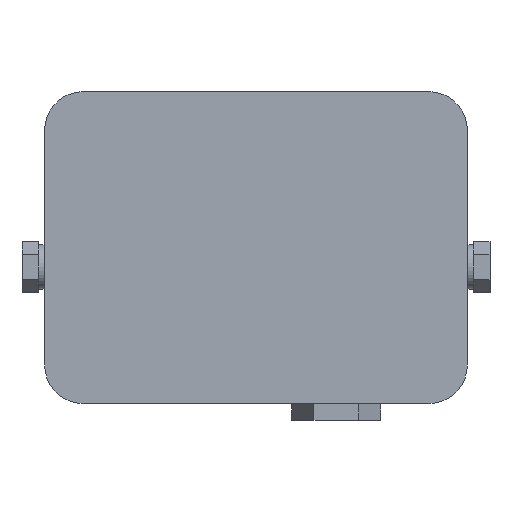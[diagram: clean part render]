
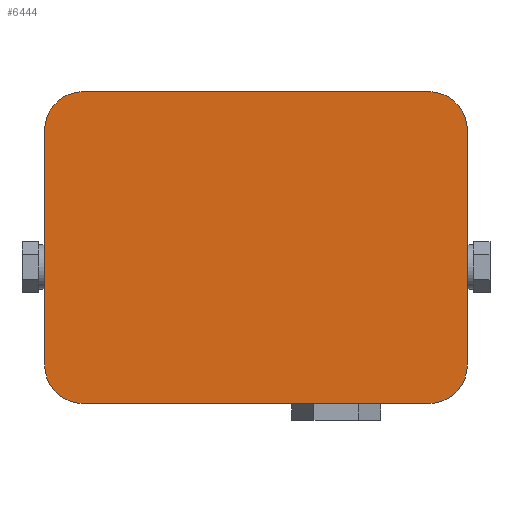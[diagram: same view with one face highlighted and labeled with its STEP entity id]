
A CAD part, top view. The second image highlights one B-rep face of the part: STEP entity #6444.
In plain terms, the highlighted planar face has unit normal (0, 0, 1).
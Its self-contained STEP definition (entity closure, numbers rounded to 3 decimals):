
#193 = EDGE_CURVE ( 'NONE', #4984, #4710, #2660, .T. ) ;
#335 = CARTESIAN_POINT ( 'NONE',  ( -31.3, 28.25, 2.9 ) ) ;
#399 = AXIS2_PLACEMENT_3D ( 'NONE', #1886, #6173, #627 ) ;
#495 = VERTEX_POINT ( 'NONE', #1447 ) ;
#557 = DIRECTION ( 'NONE',  ( 0., 1., 0. ) ) ;
#627 = DIRECTION ( 'NONE',  ( -1., 0., 0. ) ) ;
#801 = EDGE_CURVE ( 'NONE', #6695, #4341, #2204, .T. ) ;
#832 = CARTESIAN_POINT ( 'NONE',  ( 38.3, 28.25, 2.9 ) ) ;
#850 = AXIS2_PLACEMENT_3D ( 'NONE', #6834, #5751, #6868 ) ;
#897 = LINE ( 'NONE', #5712, #6415 ) ;
#1100 = DIRECTION ( 'NONE',  ( 0., 0., 1. ) ) ;
#1292 = CARTESIAN_POINT ( 'NONE',  ( -38.3, -21.25, 2.9 ) ) ;
#1447 = CARTESIAN_POINT ( 'NONE',  ( 31.3, 28.25, 2.9 ) ) ;
#1510 = EDGE_CURVE ( 'NONE', #4249, #3221, #897, .T. ) ;
#1548 = ORIENTED_EDGE ( 'NONE', *, *, #1510, .T. ) ;
#1564 = DIRECTION ( 'NONE',  ( 1., 0., 0. ) ) ;
#1583 = ORIENTED_EDGE ( 'NONE', *, *, #193, .T. ) ;
#1821 = DIRECTION ( 'NONE',  ( 0., -1., 0. ) ) ;
#1886 = CARTESIAN_POINT ( 'NONE',  ( -31.3, 21.25, 2.9 ) ) ;
#1988 = CARTESIAN_POINT ( 'NONE',  ( 31.3, -21.25, 2.9 ) ) ;
#2204 = LINE ( 'NONE', #6601, #4708 ) ;
#2396 = VERTEX_POINT ( 'NONE', #335 ) ;
#2462 = CARTESIAN_POINT ( 'NONE',  ( 38.3, 21.25, 2.9 ) ) ;
#2560 = ORIENTED_EDGE ( 'NONE', *, *, #4310, .T. ) ;
#2592 = CARTESIAN_POINT ( 'NONE',  ( 38.3, 28.25, 2.9 ) ) ;
#2660 = LINE ( 'NONE', #2592, #6413 ) ;
#2769 = CIRCLE ( 'NONE', #6673, 7. ) ;
#2899 = LINE ( 'NONE', #832, #4651 ) ;
#3172 = ORIENTED_EDGE ( 'NONE', *, *, #3368, .T. ) ;
#3221 = VERTEX_POINT ( 'NONE', #5343 ) ;
#3296 = AXIS2_PLACEMENT_3D ( 'NONE', #5847, #1100, #6802 ) ;
#3368 = EDGE_CURVE ( 'NONE', #495, #2396, #2899, .T. ) ;
#3561 = DIRECTION ( 'NONE',  ( -1., 0., 0. ) ) ;
#3594 = DIRECTION ( 'NONE',  ( 0., 0., 1. ) ) ;
#3618 = DIRECTION ( 'NONE',  ( 0., 0., -1. ) ) ;
#3855 = CIRCLE ( 'NONE', #850, 7. ) ;
#3889 = ORIENTED_EDGE ( 'NONE', *, *, #5216, .T. ) ;
#4118 = AXIS2_PLACEMENT_3D ( 'NONE', #4165, #3618, #4661 ) ;
#4165 = CARTESIAN_POINT ( 'NONE',  ( 0., 0., 2.9 ) ) ;
#4206 = PLANE ( 'NONE',  #4118 ) ;
#4249 = VERTEX_POINT ( 'NONE', #6334 ) ;
#4310 = EDGE_CURVE ( 'NONE', #2396, #6695, #6093, .T. ) ;
#4341 = VERTEX_POINT ( 'NONE', #1292 ) ;
#4568 = EDGE_LOOP ( 'NONE', ( #3172, #2560, #6585, #4572, #1548, #5393, #1583, #3889 ) ) ;
#4572 = ORIENTED_EDGE ( 'NONE', *, *, #5245, .T. ) ;
#4651 = VECTOR ( 'NONE', #6559, 1000. ) ;
#4661 = DIRECTION ( 'NONE',  ( -1., 0., 0. ) ) ;
#4708 = VECTOR ( 'NONE', #1821, 1000. ) ;
#4710 = VERTEX_POINT ( 'NONE', #2462 ) ;
#4984 = VERTEX_POINT ( 'NONE', #6600 ) ;
#5024 = CARTESIAN_POINT ( 'NONE',  ( -38.3, 21.25, 2.9 ) ) ;
#5216 = EDGE_CURVE ( 'NONE', #4710, #495, #6419, .T. ) ;
#5245 = EDGE_CURVE ( 'NONE', #4341, #4249, #3855, .T. ) ;
#5343 = CARTESIAN_POINT ( 'NONE',  ( 31.3, -28.25, 2.9 ) ) ;
#5393 = ORIENTED_EDGE ( 'NONE', *, *, #5909, .T. ) ;
#5712 = CARTESIAN_POINT ( 'NONE',  ( 38.3, -28.25, 2.9 ) ) ;
#5751 = DIRECTION ( 'NONE',  ( 0., 0., 1. ) ) ;
#5847 = CARTESIAN_POINT ( 'NONE',  ( 31.3, 21.25, 2.9 ) ) ;
#5909 = EDGE_CURVE ( 'NONE', #3221, #4984, #2769, .T. ) ;
#6093 = CIRCLE ( 'NONE', #399, 7. ) ;
#6173 = DIRECTION ( 'NONE',  ( 0., 0., 1. ) ) ;
#6263 = FACE_OUTER_BOUND ( 'NONE', #4568, .T. ) ;
#6334 = CARTESIAN_POINT ( 'NONE',  ( -31.3, -28.25, 2.9 ) ) ;
#6413 = VECTOR ( 'NONE', #557, 1000. ) ;
#6415 = VECTOR ( 'NONE', #1564, 1000. ) ;
#6419 = CIRCLE ( 'NONE', #3296, 7. ) ;
#6444 = ADVANCED_FACE ( 'NONE', ( #6263 ), #4206, .F. ) ;
#6559 = DIRECTION ( 'NONE',  ( -1., 0., 0. ) ) ;
#6585 = ORIENTED_EDGE ( 'NONE', *, *, #801, .T. ) ;
#6600 = CARTESIAN_POINT ( 'NONE',  ( 38.3, -21.25, 2.9 ) ) ;
#6601 = CARTESIAN_POINT ( 'NONE',  ( -38.3, 28.25, 2.9 ) ) ;
#6673 = AXIS2_PLACEMENT_3D ( 'NONE', #1988, #3594, #3561 ) ;
#6695 = VERTEX_POINT ( 'NONE', #5024 ) ;
#6802 = DIRECTION ( 'NONE',  ( -1., 0., 0. ) ) ;
#6834 = CARTESIAN_POINT ( 'NONE',  ( -31.3, -21.25, 2.9 ) ) ;
#6868 = DIRECTION ( 'NONE',  ( -1., 0., 0. ) ) ;
